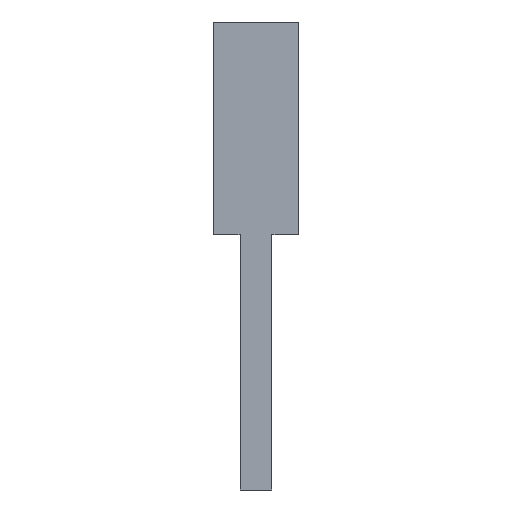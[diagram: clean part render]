
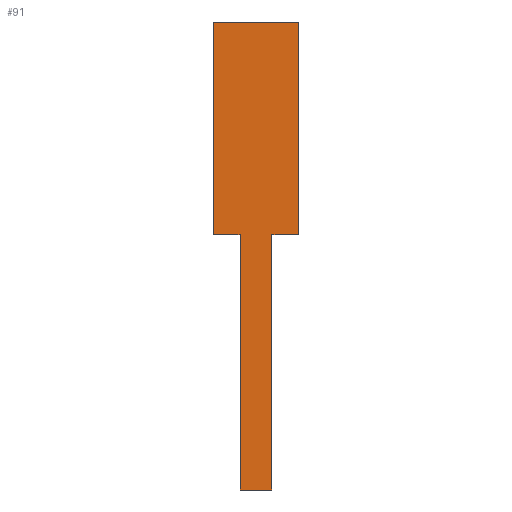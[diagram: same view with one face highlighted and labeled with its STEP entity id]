
A CAD part, left-side view. The second image highlights one B-rep face of the part: STEP entity #91.
In plain terms, the highlighted planar face has unit normal (-1, 0, 0).
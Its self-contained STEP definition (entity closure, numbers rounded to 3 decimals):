
#3 = CARTESIAN_POINT ( 'NONE',  ( -6., -0.75, -10. ) ) ;
#4 = VERTEX_POINT ( 'NONE', #40 ) ;
#6 = ORIENTED_EDGE ( 'NONE', *, *, #22, .F. ) ;
#7 = DIRECTION ( 'NONE',  ( 0., 1., 0. ) ) ;
#9 = EDGE_LOOP ( 'NONE', ( #276, #6, #158, #294, #25, #96, #63, #109 ) ) ;
#15 = VERTEX_POINT ( 'NONE', #152 ) ;
#22 = EDGE_CURVE ( 'NONE', #4, #205, #243, .T. ) ;
#24 = DIRECTION ( 'NONE',  ( 0., 1., 0. ) ) ;
#25 = ORIENTED_EDGE ( 'NONE', *, *, #87, .F. ) ;
#26 = DIRECTION ( 'NONE',  ( 0., 1., 0. ) ) ;
#27 = CARTESIAN_POINT ( 'NONE',  ( -6., 0.75, -22. ) ) ;
#40 = CARTESIAN_POINT ( 'NONE',  ( -6., 2., -10. ) ) ;
#43 = VERTEX_POINT ( 'NONE', #327 ) ;
#51 = CARTESIAN_POINT ( 'NONE',  ( -6., -0.75, -10. ) ) ;
#52 = PLANE ( 'NONE',  #216 ) ;
#55 = DIRECTION ( 'NONE',  ( -1., 0., 0. ) ) ;
#63 = ORIENTED_EDGE ( 'NONE', *, *, #304, .F. ) ;
#70 = VECTOR ( 'NONE', #183, 1000. ) ;
#73 = DIRECTION ( 'NONE',  ( 0., 0., 1. ) ) ;
#77 = VECTOR ( 'NONE', #24, 1000. ) ;
#87 = EDGE_CURVE ( 'NONE', #43, #195, #103, .T. ) ;
#88 = LINE ( 'NONE', #51, #275 ) ;
#91 = ADVANCED_FACE ( 'NONE', ( #174 ), #52, .T. ) ;
#96 = ORIENTED_EDGE ( 'NONE', *, *, #142, .F. ) ;
#103 = LINE ( 'NONE', #332, #77 ) ;
#106 = CARTESIAN_POINT ( 'NONE',  ( -6., -2., -10. ) ) ;
#109 = ORIENTED_EDGE ( 'NONE', *, *, #330, .F. ) ;
#112 = VECTOR ( 'NONE', #161, 1000. ) ;
#116 = VECTOR ( 'NONE', #73, 1000. ) ;
#120 = EDGE_CURVE ( 'NONE', #15, #4, #252, .T. ) ;
#130 = CARTESIAN_POINT ( 'NONE',  ( -6., 2., 0. ) ) ;
#134 = EDGE_CURVE ( 'NONE', #205, #264, #198, .T. ) ;
#142 = EDGE_CURVE ( 'NONE', #303, #43, #88, .T. ) ;
#150 = CARTESIAN_POINT ( 'NONE',  ( -6., 2., -10. ) ) ;
#152 = CARTESIAN_POINT ( 'NONE',  ( -6., 0.75, -10. ) ) ;
#158 = ORIENTED_EDGE ( 'NONE', *, *, #120, .F. ) ;
#160 = DIRECTION ( 'NONE',  ( 0., 0., -1. ) ) ;
#161 = DIRECTION ( 'NONE',  ( 0., 0., -1. ) ) ;
#174 = FACE_OUTER_BOUND ( 'NONE', #9, .T. ) ;
#180 = VECTOR ( 'NONE', #7, 1000. ) ;
#183 = DIRECTION ( 'NONE',  ( 0., -1., 0. ) ) ;
#191 = DIRECTION ( 'NONE',  ( 0., 0., 1. ) ) ;
#195 = VERTEX_POINT ( 'NONE', #27 ) ;
#198 = LINE ( 'NONE', #130, #70 ) ;
#200 = VERTEX_POINT ( 'NONE', #106 ) ;
#205 = VERTEX_POINT ( 'NONE', #215 ) ;
#210 = DIRECTION ( 'NONE',  ( 0., 0., 1. ) ) ;
#215 = CARTESIAN_POINT ( 'NONE',  ( -6., 2., 0. ) ) ;
#216 = AXIS2_PLACEMENT_3D ( 'NONE', #282, #55, #210 ) ;
#218 = CARTESIAN_POINT ( 'NONE',  ( -6., -0.75, -10. ) ) ;
#228 = LINE ( 'NONE', #270, #112 ) ;
#235 = EDGE_CURVE ( 'NONE', #195, #15, #300, .T. ) ;
#243 = LINE ( 'NONE', #150, #116 ) ;
#245 = CARTESIAN_POINT ( 'NONE',  ( -6., 0.75, -22. ) ) ;
#248 = VECTOR ( 'NONE', #191, 1000. ) ;
#252 = LINE ( 'NONE', #280, #293 ) ;
#264 = VERTEX_POINT ( 'NONE', #317 ) ;
#270 = CARTESIAN_POINT ( 'NONE',  ( -6., -2., -10. ) ) ;
#275 = VECTOR ( 'NONE', #160, 1000. ) ;
#276 = ORIENTED_EDGE ( 'NONE', *, *, #134, .F. ) ;
#280 = CARTESIAN_POINT ( 'NONE',  ( -6., 2., -10. ) ) ;
#282 = CARTESIAN_POINT ( 'NONE',  ( -6., 0., 0. ) ) ;
#293 = VECTOR ( 'NONE', #26, 1000. ) ;
#294 = ORIENTED_EDGE ( 'NONE', *, *, #235, .F. ) ;
#300 = LINE ( 'NONE', #245, #248 ) ;
#303 = VERTEX_POINT ( 'NONE', #3 ) ;
#304 = EDGE_CURVE ( 'NONE', #200, #303, #323, .T. ) ;
#317 = CARTESIAN_POINT ( 'NONE',  ( -6., -2., 0. ) ) ;
#323 = LINE ( 'NONE', #218, #180 ) ;
#327 = CARTESIAN_POINT ( 'NONE',  ( -6., -0.75, -22. ) ) ;
#330 = EDGE_CURVE ( 'NONE', #264, #200, #228, .T. ) ;
#332 = CARTESIAN_POINT ( 'NONE',  ( -6., -0.75, -22. ) ) ;
